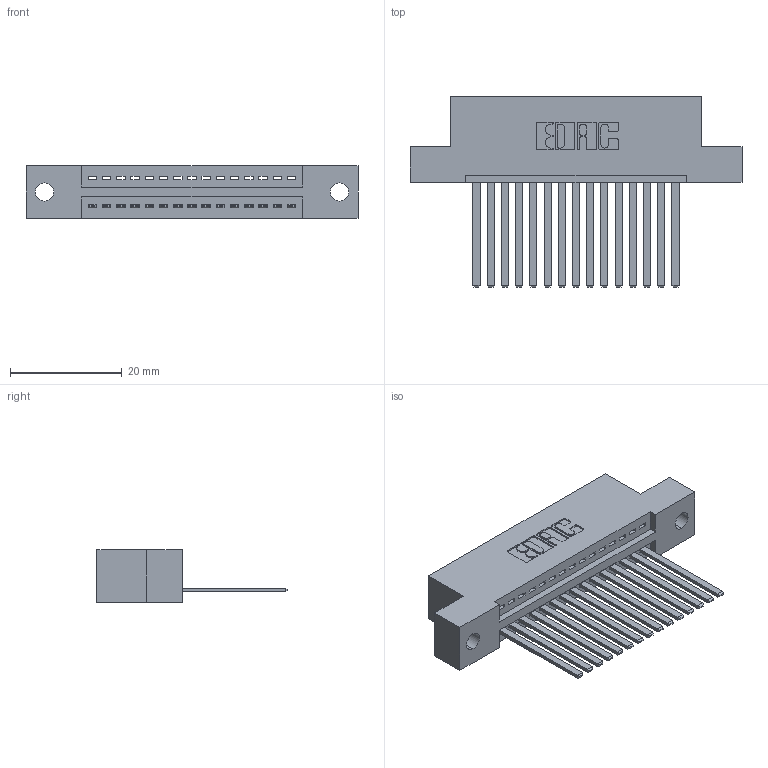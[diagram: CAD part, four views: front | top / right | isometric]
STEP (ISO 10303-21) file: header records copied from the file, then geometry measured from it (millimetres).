
FILE_DESCRIPTION (( 'STEP AP203' ), '1' );
FILE_NAME ('345-015-544-102.STEP', '2018-08-18T20:30:43', ( '' ), ( '' ), 'SwSTEP 2.0', 'SolidWorks 2016', '' );
FILE_SCHEMA (( 'CONFIG_CONTROL_DESIGN' ));
Length unit declared in the file: inch
Products named in the file (3): 345-015-544-102; 345 Part_Flush Mounting Lugs - 0.128 Dia; 345-292-001_345-293-144
Assembly tree (16 placements, depth 2):
  345-015-544-102
    345 Part_Flush Mounting Lugs - 0.128 Dia
    345-292-001_345-293-144  x15
Bounding box: 59.31 x 33.96 x 9.4 mm (x, y, z)
Volume: 5549.1 mm3; surface area: 7257.3 mm2
Topology: 16 solids, 16 shells, 906 faces, 2711 edges, 1786 vertices
Faces by surface type: plane 620, cylinder 286
Entity records: 14743 total; most frequent: CARTESIAN_POINT 2561, ORIENTED_EDGE 2510, DIRECTION 2273, EDGE_CURVE 1255, LINE 1067, VECTOR 1067, VERTEX_POINT 834, AXIS2_PLACEMENT_3D 603
